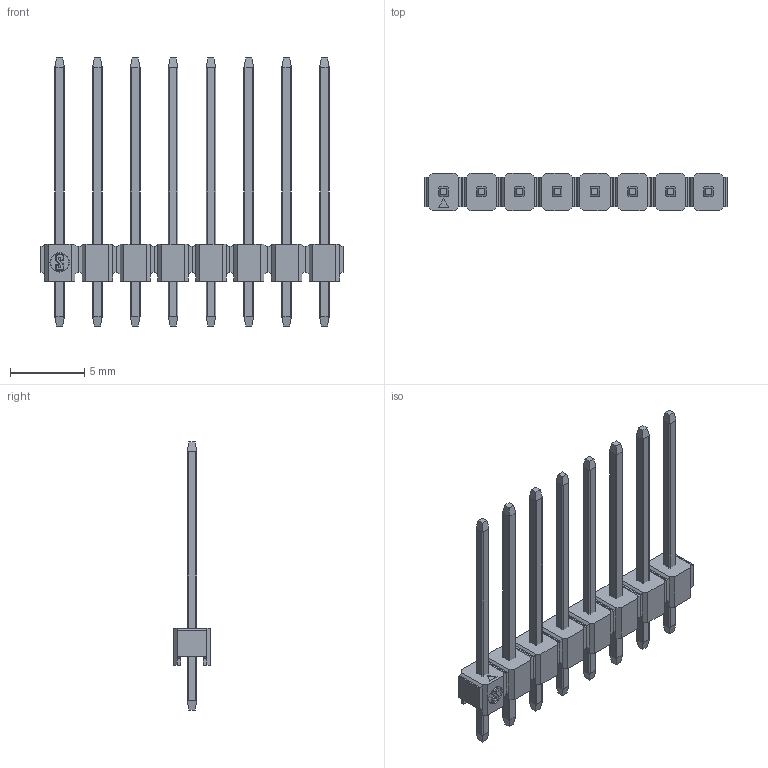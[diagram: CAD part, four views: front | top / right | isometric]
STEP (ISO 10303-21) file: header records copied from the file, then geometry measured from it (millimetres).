
FILE_DESCRIPTION (( 'STEP AP214' ), '1' );
FILE_NAME ('DS1021_red_1x08p_100mil_Type5_rev1.0.STEP', '2023-09-03T13:55:02', ( '' ), ( '' ), 'SwSTEP 2.0', 'SolidWorks 2023', '' );
FILE_SCHEMA (( 'AUTOMOTIVE_DESIGN' ));
Length unit declared in the file: millimetre
Products named in the file (1): DS1021_red_1x08p_100mil_Type5_rev1.0
Bounding box: 20.32 x 2.5 x 18 mm (x, y, z)
Volume: 156 mm3; surface area: 634.9 mm2
Topology: 16 solids, 16 shells, 414 faces, 1073 edges, 694 vertices
Faces by surface type: plane 374, cylinder 32, bspline 6, cone 2
Entity records: 14421 total; most frequent: CARTESIAN_POINT 2978, ORIENTED_EDGE 2146, DIRECTION 1743, EDGE_CURVE 1073, VECTOR 917, LINE 917, VERTEX_POINT 694, EDGE_LOOP 417
